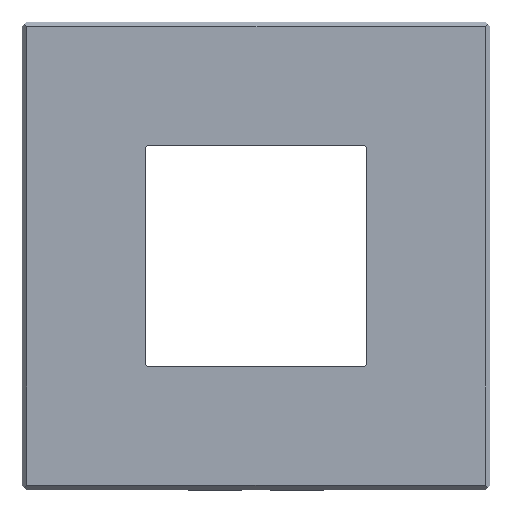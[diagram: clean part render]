
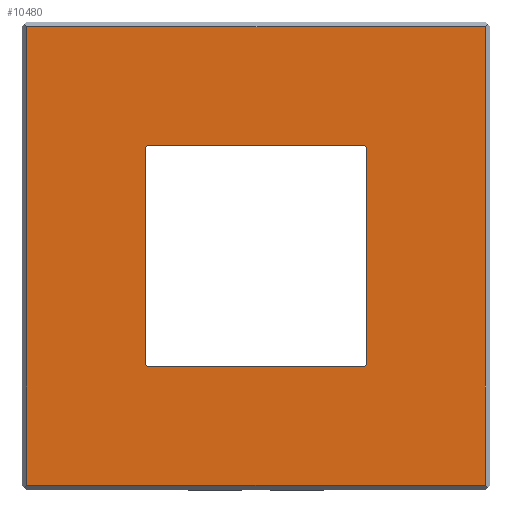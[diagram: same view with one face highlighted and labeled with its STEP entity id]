
A CAD part, top view. The second image highlights one B-rep face of the part: STEP entity #10480.
In plain terms, the highlighted planar face has unit normal (0, 0, 1).
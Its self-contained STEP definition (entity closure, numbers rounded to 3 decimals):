
#225 = VERTEX_POINT ( 'NONE', #14590 ) ;
#468 = EDGE_CURVE ( 'NONE', #22388, #9330, #34843, .T. ) ;
#924 = CARTESIAN_POINT ( 'NONE',  ( 21.5, -21.5, 3. ) ) ;
#948 = CARTESIAN_POINT ( 'NONE',  ( -22.5, 22.5, 3. ) ) ;
#2229 = CARTESIAN_POINT ( 'NONE',  ( -21.5, -21.5, 3. ) ) ;
#2556 = FACE_BOUND ( 'NONE', #14986, .T. ) ;
#2647 = DIRECTION ( 'NONE',  ( 0., -1., 0. ) ) ;
#3600 = AXIS2_PLACEMENT_3D ( 'NONE', #13925, #40450, #20548 ) ;
#3717 = EDGE_CURVE ( 'NONE', #24544, #36809, #20881, .T. ) ;
#3890 = ORIENTED_EDGE ( 'NONE', *, *, #8387, .T. ) ;
#4094 = DIRECTION ( 'NONE',  ( -1., 0., 0. ) ) ;
#4313 = VERTEX_POINT ( 'NONE', #39432 ) ;
#4399 = ORIENTED_EDGE ( 'NONE', *, *, #468, .T. ) ;
#4717 = CARTESIAN_POINT ( 'NONE',  ( -21.5, 22.5, 3. ) ) ;
#5962 = LINE ( 'NONE', #17331, #18956 ) ;
#6166 = EDGE_LOOP ( 'NONE', ( #9829, #34371, #8236, #40093 ) ) ;
#7040 = VECTOR ( 'NONE', #42618, 1000. ) ;
#7209 = VECTOR ( 'NONE', #2647, 1000. ) ;
#7451 = ORIENTED_EDGE ( 'NONE', *, *, #34385, .T. ) ;
#7512 = EDGE_CURVE ( 'NONE', #225, #29288, #36521, .T. ) ;
#8236 = ORIENTED_EDGE ( 'NONE', *, *, #20856, .T. ) ;
#8305 = DIRECTION ( 'NONE',  ( 0., 1., 0. ) ) ;
#8387 = EDGE_CURVE ( 'NONE', #12717, #4313, #26861, .T. ) ;
#9079 = CARTESIAN_POINT ( 'NONE',  ( -22.5, 21.5, 3. ) ) ;
#9119 = CARTESIAN_POINT ( 'NONE',  ( -21.5, -22.5, 3. ) ) ;
#9330 = VERTEX_POINT ( 'NONE', #4717 ) ;
#9380 = DIRECTION ( 'NONE',  ( 1., 0., 0. ) ) ;
#9598 = AXIS2_PLACEMENT_3D ( 'NONE', #9973, #32933, #38775 ) ;
#9829 = ORIENTED_EDGE ( 'NONE', *, *, #7512, .T. ) ;
#9973 = CARTESIAN_POINT ( 'NONE',  ( 21.5, 21.5, 3. ) ) ;
#10480 = ADVANCED_FACE ( 'NONE', ( #19082, #2556 ), #25447, .F. ) ;
#10987 = DIRECTION ( 'NONE',  ( -1., 0., 0. ) ) ;
#12717 = VERTEX_POINT ( 'NONE', #9119 ) ;
#13491 = CARTESIAN_POINT ( 'NONE',  ( 46.5, -46.5, 3. ) ) ;
#13925 = CARTESIAN_POINT ( 'NONE',  ( -21.5, 21.5, 3. ) ) ;
#14590 = CARTESIAN_POINT ( 'NONE',  ( -46.5, 46.5, 3. ) ) ;
#14822 = DIRECTION ( 'NONE',  ( 1., 0., 0. ) ) ;
#14986 = EDGE_LOOP ( 'NONE', ( #29910, #4399, #40905, #7451, #23210, #39612, #20721, #3890 ) ) ;
#15121 = EDGE_CURVE ( 'NONE', #22388, #4313, #39298, .T. ) ;
#15197 = VECTOR ( 'NONE', #40200, 1000. ) ;
#15562 = DIRECTION ( 'NONE',  ( -1., 0., 0. ) ) ;
#16099 = VERTEX_POINT ( 'NONE', #42340 ) ;
#17301 = VECTOR ( 'NONE', #8305, 1000. ) ;
#17331 = CARTESIAN_POINT ( 'NONE',  ( 0., 46.5, 3. ) ) ;
#17991 = CARTESIAN_POINT ( 'NONE',  ( 0., -46.5, 3. ) ) ;
#18216 = EDGE_CURVE ( 'NONE', #29288, #19514, #39858, .T. ) ;
#18358 = DIRECTION ( 'NONE',  ( 0., 1., 0. ) ) ;
#18956 = VECTOR ( 'NONE', #10987, 1000. ) ;
#19082 = FACE_OUTER_BOUND ( 'NONE', #6166, .T. ) ;
#19204 = CARTESIAN_POINT ( 'NONE',  ( -22.5, -22.5, 3. ) ) ;
#19514 = VERTEX_POINT ( 'NONE', #13491 ) ;
#19803 = EDGE_CURVE ( 'NONE', #12717, #36528, #36146, .T. ) ;
#20307 = VECTOR ( 'NONE', #9380, 1000. ) ;
#20548 = DIRECTION ( 'NONE',  ( -1., 0., 0. ) ) ;
#20721 = ORIENTED_EDGE ( 'NONE', *, *, #19803, .F. ) ;
#20747 = CARTESIAN_POINT ( 'NONE',  ( -46.5, -46.5, 3. ) ) ;
#20856 = EDGE_CURVE ( 'NONE', #19514, #28167, #37126, .T. ) ;
#20881 = LINE ( 'NONE', #21172, #17301 ) ;
#21172 = CARTESIAN_POINT ( 'NONE',  ( 22.5, 22.5, 3. ) ) ;
#21456 = CARTESIAN_POINT ( 'NONE',  ( 21.5, -22.5, 3. ) ) ;
#22388 = VERTEX_POINT ( 'NONE', #9079 ) ;
#22533 = DIRECTION ( 'NONE',  ( -1., 0., 0. ) ) ;
#22803 = CARTESIAN_POINT ( 'NONE',  ( -22.5, 22.5, 3. ) ) ;
#23210 = ORIENTED_EDGE ( 'NONE', *, *, #3717, .F. ) ;
#23511 = CARTESIAN_POINT ( 'NONE',  ( 22.5, 21.5, 3. ) ) ;
#23747 = CARTESIAN_POINT ( 'NONE',  ( 46.5, 46.5, 3. ) ) ;
#24486 = VECTOR ( 'NONE', #14822, 1000. ) ;
#24544 = VERTEX_POINT ( 'NONE', #37184 ) ;
#25377 = EDGE_CURVE ( 'NONE', #28167, #225, #5962, .T. ) ;
#25447 = PLANE ( 'NONE',  #33023 ) ;
#25596 = DIRECTION ( 'NONE',  ( 0., 0., -1. ) ) ;
#26861 = CIRCLE ( 'NONE', #40134, 1. ) ;
#27575 = CARTESIAN_POINT ( 'NONE',  ( -46.5, 0., 3. ) ) ;
#28104 = CIRCLE ( 'NONE', #9598, 1. ) ;
#28167 = VERTEX_POINT ( 'NONE', #23747 ) ;
#29019 = CARTESIAN_POINT ( 'NONE',  ( 0., 0., 3. ) ) ;
#29288 = VERTEX_POINT ( 'NONE', #20747 ) ;
#29910 = ORIENTED_EDGE ( 'NONE', *, *, #15121, .F. ) ;
#31985 = VECTOR ( 'NONE', #18358, 1000. ) ;
#32794 = AXIS2_PLACEMENT_3D ( 'NONE', #924, #34117, #4094 ) ;
#32933 = DIRECTION ( 'NONE',  ( 0., 0., -1. ) ) ;
#33023 = AXIS2_PLACEMENT_3D ( 'NONE', #29019, #25596, #15562 ) ;
#34117 = DIRECTION ( 'NONE',  ( 0., 0., -1. ) ) ;
#34371 = ORIENTED_EDGE ( 'NONE', *, *, #18216, .T. ) ;
#34385 = EDGE_CURVE ( 'NONE', #16099, #36809, #28104, .T. ) ;
#34815 = LINE ( 'NONE', #22803, #7040 ) ;
#34843 = CIRCLE ( 'NONE', #3600, 1. ) ;
#36146 = LINE ( 'NONE', #19204, #20307 ) ;
#36521 = LINE ( 'NONE', #27575, #7209 ) ;
#36528 = VERTEX_POINT ( 'NONE', #21456 ) ;
#36809 = VERTEX_POINT ( 'NONE', #23511 ) ;
#37126 = LINE ( 'NONE', #37810, #31985 ) ;
#37184 = CARTESIAN_POINT ( 'NONE',  ( 22.5, -21.5, 3. ) ) ;
#37810 = CARTESIAN_POINT ( 'NONE',  ( 46.5, 0., 3. ) ) ;
#38378 = EDGE_CURVE ( 'NONE', #16099, #9330, #34815, .T. ) ;
#38426 = DIRECTION ( 'NONE',  ( 0., 0., -1. ) ) ;
#38775 = DIRECTION ( 'NONE',  ( -1., 0., 0. ) ) ;
#39298 = LINE ( 'NONE', #948, #15197 ) ;
#39432 = CARTESIAN_POINT ( 'NONE',  ( -22.5, -21.5, 3. ) ) ;
#39612 = ORIENTED_EDGE ( 'NONE', *, *, #41704, .T. ) ;
#39858 = LINE ( 'NONE', #17991, #24486 ) ;
#40093 = ORIENTED_EDGE ( 'NONE', *, *, #25377, .T. ) ;
#40134 = AXIS2_PLACEMENT_3D ( 'NONE', #2229, #38426, #22533 ) ;
#40200 = DIRECTION ( 'NONE',  ( 0., -1., 0. ) ) ;
#40450 = DIRECTION ( 'NONE',  ( 0., 0., -1. ) ) ;
#40905 = ORIENTED_EDGE ( 'NONE', *, *, #38378, .F. ) ;
#41397 = CIRCLE ( 'NONE', #32794, 1. ) ;
#41704 = EDGE_CURVE ( 'NONE', #24544, #36528, #41397, .T. ) ;
#42340 = CARTESIAN_POINT ( 'NONE',  ( 21.5, 22.5, 3. ) ) ;
#42618 = DIRECTION ( 'NONE',  ( -1., 0., 0. ) ) ;
